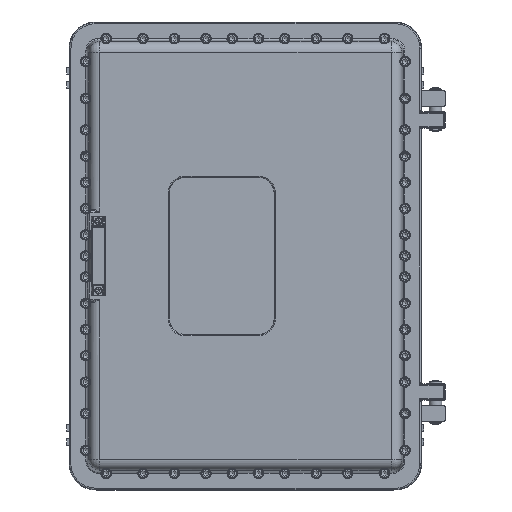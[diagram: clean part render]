
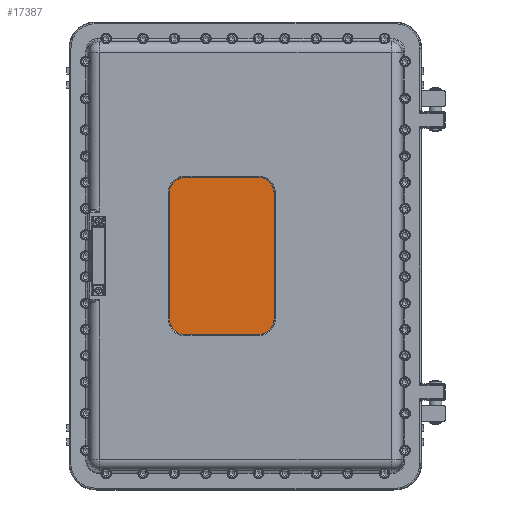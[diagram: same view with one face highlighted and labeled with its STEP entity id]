
A CAD part, top view. The second image highlights one B-rep face of the part: STEP entity #17387.
In plain terms, the highlighted planar face has unit normal (0, 0, 1).
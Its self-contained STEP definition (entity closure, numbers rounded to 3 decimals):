
#17312=CARTESIAN_POINT('',(-45.,0.,65.));
#17313=DIRECTION('',(0.0,0.0,1.0));
#17314=DIRECTION('',(1.0,0.0,0.0));
#17315=AXIS2_PLACEMENT_3D('',#17312,#17313,#17314);
#17316=PLANE('',#17315);
#17317=CARTESIAN_POINT('',(54.564,119.568,65.));
#17318=VERTEX_POINT('',#17317);
#17319=CARTESIAN_POINT('',(54.564,-119.568,65.));
#17320=VERTEX_POINT('',#17319);
#17321=CARTESIAN_POINT('',(54.564,119.568,65.));
#17322=DIRECTION('',(0.0,-1.0,0.0));
#17323=VECTOR('',#17322,239.136);
#17324=LINE('',#17321,#17323);
#17325=EDGE_CURVE('',#17318,#17320,#17324,.T.);
#17326=ORIENTED_EDGE('',*,*,#17325,.F.);
#17327=CARTESIAN_POINT('',(24.568,149.564,65.));
#17328=VERTEX_POINT('',#17327);
#17329=CARTESIAN_POINT('',(24.559,119.559,65.));
#17330=DIRECTION('',(0.0,0.0,-1.0));
#17331=DIRECTION('',(-0.707,-0.707,0.0));
#17332=AXIS2_PLACEMENT_3D('',#17329,#17330,#17331);
#17333=ELLIPSE('',#17332,30.009,30.);
#17334=EDGE_CURVE('',#17328,#17318,#17333,.T.);
#17335=ORIENTED_EDGE('',*,*,#17334,.F.);
#17336=CARTESIAN_POINT('',(-114.568,149.564,65.));
#17337=VERTEX_POINT('',#17336);
#17338=CARTESIAN_POINT('',(-114.568,149.564,65.));
#17339=DIRECTION('',(1.0,0.0,0.0));
#17340=VECTOR('',#17339,139.136);
#17341=LINE('',#17338,#17340);
#17342=EDGE_CURVE('',#17337,#17328,#17341,.T.);
#17343=ORIENTED_EDGE('',*,*,#17342,.F.);
#17344=CARTESIAN_POINT('',(-144.564,119.568,65.));
#17345=VERTEX_POINT('',#17344);
#17346=CARTESIAN_POINT('',(-114.559,119.559,65.));
#17347=DIRECTION('',(0.0,0.0,-1.0));
#17348=DIRECTION('',(-0.707,0.707,0.0));
#17349=AXIS2_PLACEMENT_3D('',#17346,#17347,#17348);
#17350=ELLIPSE('',#17349,30.009,30.);
#17351=EDGE_CURVE('',#17345,#17337,#17350,.T.);
#17352=ORIENTED_EDGE('',*,*,#17351,.F.);
#17353=CARTESIAN_POINT('',(-144.564,-119.568,65.));
#17354=VERTEX_POINT('',#17353);
#17355=CARTESIAN_POINT('',(-144.564,-119.568,65.));
#17356=DIRECTION('',(0.0,1.0,0.0));
#17357=VECTOR('',#17356,239.136);
#17358=LINE('',#17355,#17357);
#17359=EDGE_CURVE('',#17354,#17345,#17358,.T.);
#17360=ORIENTED_EDGE('',*,*,#17359,.F.);
#17361=CARTESIAN_POINT('',(-114.568,-149.564,65.));
#17362=VERTEX_POINT('',#17361);
#17363=CARTESIAN_POINT('',(-114.559,-119.559,65.));
#17364=DIRECTION('',(0.0,0.0,-1.0));
#17365=DIRECTION('',(-0.707,-0.707,0.0));
#17366=AXIS2_PLACEMENT_3D('',#17363,#17364,#17365);
#17367=ELLIPSE('',#17366,30.009,30.);
#17368=EDGE_CURVE('',#17362,#17354,#17367,.T.);
#17369=ORIENTED_EDGE('',*,*,#17368,.F.);
#17370=CARTESIAN_POINT('',(24.568,-149.564,65.));
#17371=VERTEX_POINT('',#17370);
#17372=CARTESIAN_POINT('',(24.568,-149.564,65.));
#17373=DIRECTION('',(-1.0,0.0,0.0));
#17374=VECTOR('',#17373,139.136);
#17375=LINE('',#17372,#17374);
#17376=EDGE_CURVE('',#17371,#17362,#17375,.T.);
#17377=ORIENTED_EDGE('',*,*,#17376,.F.);
#17378=CARTESIAN_POINT('',(24.559,-119.559,65.));
#17379=DIRECTION('',(0.0,0.0,-1.0));
#17380=DIRECTION('',(-0.707,0.707,0.0));
#17381=AXIS2_PLACEMENT_3D('',#17378,#17379,#17380);
#17382=ELLIPSE('',#17381,30.009,30.);
#17383=EDGE_CURVE('',#17320,#17371,#17382,.T.);
#17384=ORIENTED_EDGE('',*,*,#17383,.F.);
#17385=EDGE_LOOP('',(#17326,#17335,#17343,#17352,#17360,#17369,#17377,#17384));
#17386=FACE_OUTER_BOUND('',#17385,.T.);
#17387=ADVANCED_FACE('',(#17386),#17316,.T.);
